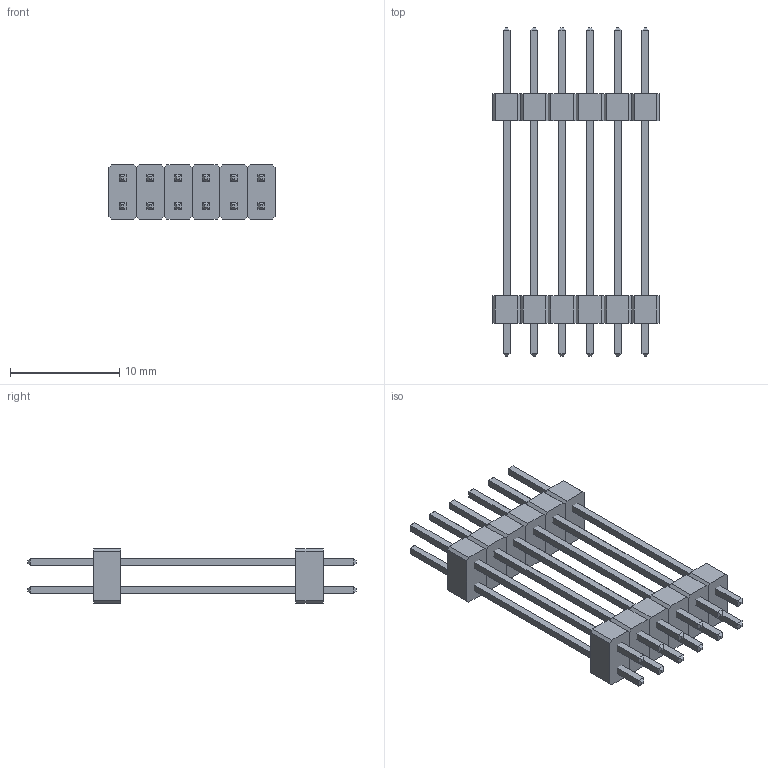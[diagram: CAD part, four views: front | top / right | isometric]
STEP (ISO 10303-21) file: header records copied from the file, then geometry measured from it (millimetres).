
FILE_DESCRIPTION (( 'STEP AP214' ), '1' );
FILE_NAME ('DS1029-04-2x6-a6-b3-h21.STEP', '2023-06-21T11:27:14', ( '' ), ( '' ), 'SwSTEP 2.0', 'SolidWorks 2018', '' );
FILE_SCHEMA (( 'AUTOMOTIVE_DESIGN' ));
Length unit declared in the file: millimetre
Products named in the file (1): DS1029-04-2x6-a6-b3-h21
Bounding box: 15.24 x 30 x 5 mm (x, y, z)
Volume: 523.7 mm3; surface area: 1659.3 mm2
Topology: 24 solids, 24 shells, 288 faces, 624 edges, 384 vertices
Faces by surface type: plane 288
Entity records: 10685 total; most frequent: CARTESIAN_POINT 1297, ORIENTED_EDGE 1248, DIRECTION 1202, VECTOR 624, EDGE_CURVE 624, LINE 624, VERTEX_POINT 384, UNCERTAINTY_MEASURE_WITH_UNIT 290
